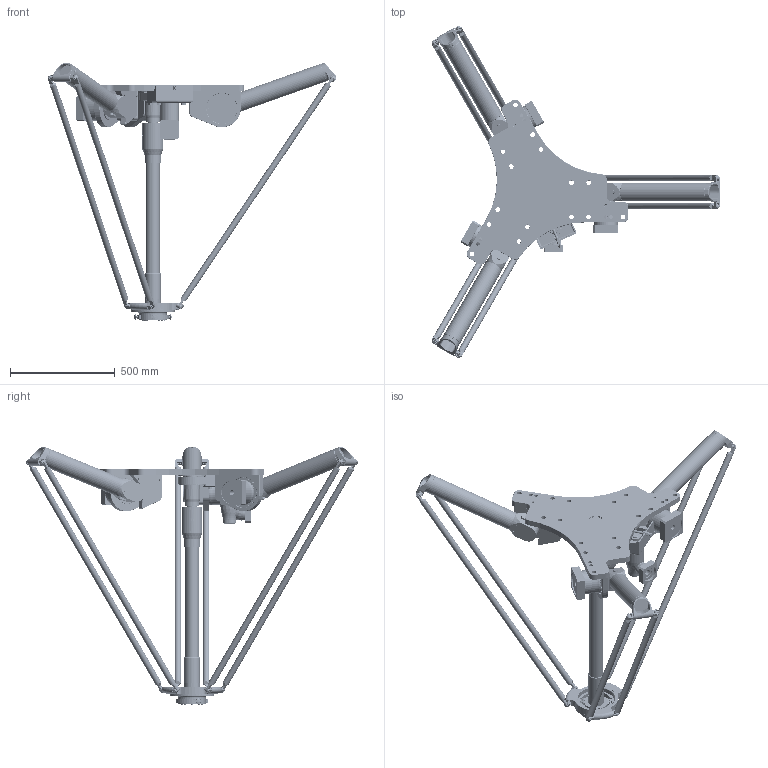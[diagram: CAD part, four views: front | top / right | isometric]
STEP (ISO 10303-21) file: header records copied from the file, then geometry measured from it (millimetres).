
FILE_DESCRIPTION(/* description */ (''),/* implementation_level */ '2;1');
FILE_NAME(/* name */ '3D-model_A_00067-ATS.stp',/* time_stamp */ '2022-02-12T11:27:56+01:00',/* author */ ('michael.schutter'),/* organization */ ('Majatronic'),/* preprocessor_version */ 'ST-DEVELOPER v16.5',/* originating_system */ 'Autodesk Inventor 2017',/* authorisation */ '');
FILE_SCHEMA (('AUTOMOTIVE_DESIGN { 1 0 10303 214 3 1 1 }'));
Length unit declared in the file: millimetre
Products named in the file (14): A_00067-ATS_DUMMY; MT_BGR00018754MT_BGR; MT_WST00058288MT_WST; MT_WST00055121MT_WST; MT_WST00058294MT_WST; MT_WST00055109MT_WST; MT_WST00069206MT_WST; MT_WST00050309MT_WST; MT_WST00055090MT_WST; MT_WST00059531MT_WST; MT_WST00059532MT_WST; MT_WST00104347 Dummy Flansch; MT_WST00058878MT_WST; MT_WST00058879MT_WST
Assembly tree (29 placements, depth 3):
  A_00067-ATS_DUMMY
    MT_BGR00018754MT_BGR
      MT_WST00058288MT_WST
      MT_WST00055121MT_WST  x3
      MT_WST00058294MT_WST
    MT_WST00055109MT_WST  x3
    MT_WST00050309MT_WST  x6
    MT_WST00069206MT_WST  x6
    MT_WST00055090MT_WST
    MT_WST00059531MT_WST
    MT_WST00059532MT_WST
    MT_WST00104347 Dummy Flansch
    MT_WST00058878MT_WST  x2
    MT_WST00058879MT_WST  x2
Bounding box: 1381.26 x 1587.12 x 1235.69 mm (x, y, z)
Volume: 40961858.9 mm3; surface area: 3985217.9 mm2
Topology: 28 solids, 57 shells, 3969 faces, 8837 edges, 5598 vertices
Faces by surface type: plane 1973, cylinder 1257, cone 422, torus 200, bspline 111, sphere 6
Full cylindrical faces by diameter (mm): 3 x3, 4 x1, 4.134 x12, 4.917 x12, 5 x104, 6 x11, 6.5 x4, 8 x72, 8.2 x36, 8.5 x96, 9.6 x3, 10 x12, 10.1 x2, 11.45 x8, 12 x25, 13 x44, 14 x8, 15 x14, 15.4 x2, 16 x21, 17.294 x6, 18 x48, 19 x8, 22 x15, 24 x7, 25 x3, 28 x1, 30 x13, 30.01 x6, 40 x6
Entity records: 76443 total; most frequent: CARTESIAN_POINT 22255, DIRECTION 11214, ORIENTED_EDGE 9618, EDGE_CURVE 4809, AXIS2_PLACEMENT_3D 4323, EDGE_LOOP 3446, VERTEX_POINT 3411, LINE 2568
